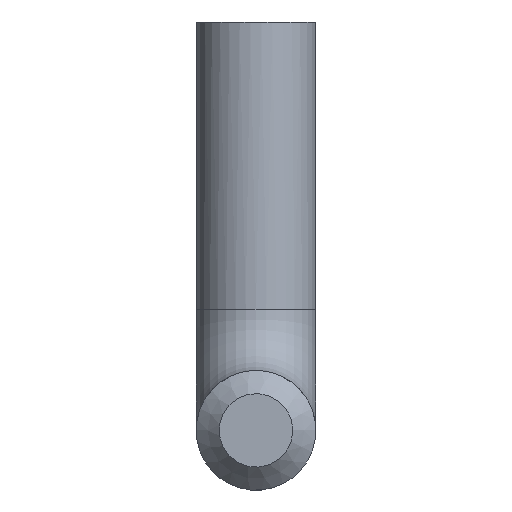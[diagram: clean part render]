
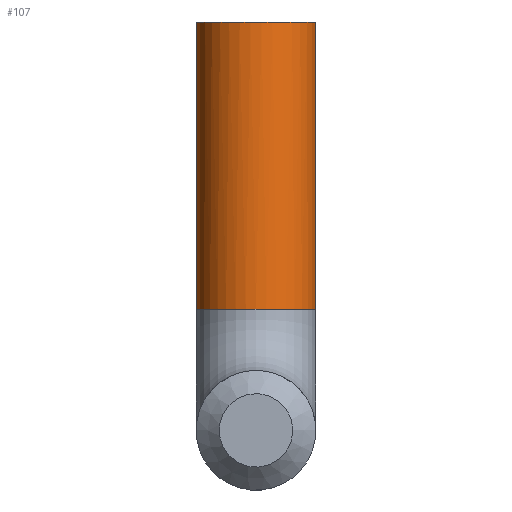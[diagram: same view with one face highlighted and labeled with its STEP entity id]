
A CAD part, front view. The second image highlights one B-rep face of the part: STEP entity #107.
In plain terms, the highlighted cylindrical face has radius 1.981 mm (diameter 3.962 mm), a full revolution.
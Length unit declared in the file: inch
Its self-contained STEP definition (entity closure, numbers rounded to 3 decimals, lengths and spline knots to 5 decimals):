
#18=CYLINDRICAL_SURFACE('',#142,0.078);
#23=FACE_OUTER_BOUND('',#29,.T.);
#29=EDGE_LOOP('',(#88,#89,#90,#91,#92,#93));
#33=LINE('',#209,#36);
#36=VECTOR('',#179,0.078);
#43=CIRCLE('',#139,0.078);
#44=CIRCLE('',#140,0.078);
#45=CIRCLE('',#141,0.078);
#46=CIRCLE('',#143,0.078);
#52=VERTEX_POINT('',#199);
#53=VERTEX_POINT('',#201);
#54=VERTEX_POINT('',#203);
#55=VERTEX_POINT('',#207);
#64=EDGE_CURVE('',#52,#53,#43,.T.);
#65=EDGE_CURVE('',#53,#54,#44,.T.);
#66=EDGE_CURVE('',#54,#52,#45,.T.);
#67=EDGE_CURVE('',#55,#55,#46,.T.);
#68=EDGE_CURVE('',#55,#54,#33,.T.);
#88=ORIENTED_EDGE('',*,*,#67,.F.);
#89=ORIENTED_EDGE('',*,*,#68,.T.);
#90=ORIENTED_EDGE('',*,*,#65,.F.);
#91=ORIENTED_EDGE('',*,*,#64,.F.);
#92=ORIENTED_EDGE('',*,*,#66,.F.);
#93=ORIENTED_EDGE('',*,*,#68,.F.);
#107=ADVANCED_FACE('',(#23),#18,.T.);
#139=AXIS2_PLACEMENT_3D('',#202,#169,#170);
#140=AXIS2_PLACEMENT_3D('',#204,#171,#172);
#141=AXIS2_PLACEMENT_3D('',#205,#173,#174);
#142=AXIS2_PLACEMENT_3D('',#206,#175,#176);
#143=AXIS2_PLACEMENT_3D('',#208,#177,#178);
#169=DIRECTION('center_axis',(0.,0.,-1.));
#170=DIRECTION('ref_axis',(-1.,0.,0.));
#171=DIRECTION('center_axis',(0.,0.,-1.));
#172=DIRECTION('ref_axis',(-1.,0.,0.));
#173=DIRECTION('center_axis',(0.,0.,-1.));
#174=DIRECTION('ref_axis',(-1.,0.,0.));
#175=DIRECTION('center_axis',(0.,0.,1.));
#176=DIRECTION('ref_axis',(-1.,0.,0.));
#177=DIRECTION('center_axis',(0.,0.,1.));
#178=DIRECTION('ref_axis',(-1.,0.,0.));
#179=DIRECTION('',(0.,0.,-1.));
#199=CARTESIAN_POINT('',(0.,-0.078,0.));
#201=CARTESIAN_POINT('',(-0.078,0.,0.));
#202=CARTESIAN_POINT('Origin',(0.,0.,0.));
#203=CARTESIAN_POINT('',(0.078,0.,0.));
#204=CARTESIAN_POINT('Origin',(0.,0.,0.));
#205=CARTESIAN_POINT('Origin',(0.,0.,0.));
#206=CARTESIAN_POINT('Origin',(0.,0.,0.));
#207=CARTESIAN_POINT('',(0.078,0.,0.374));
#208=CARTESIAN_POINT('Origin',(0.,0.,0.374));
#209=CARTESIAN_POINT('',(0.078,0.,0.));
